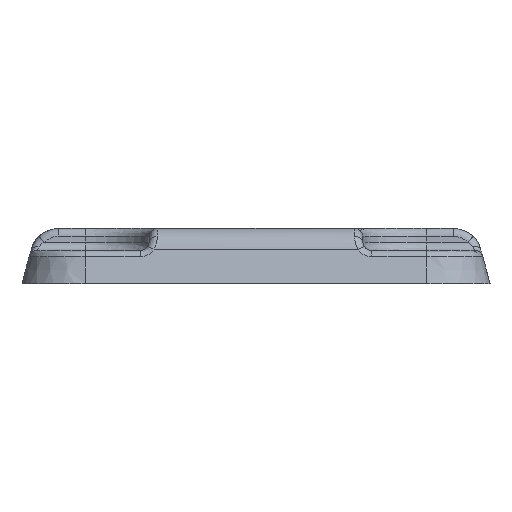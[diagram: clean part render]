
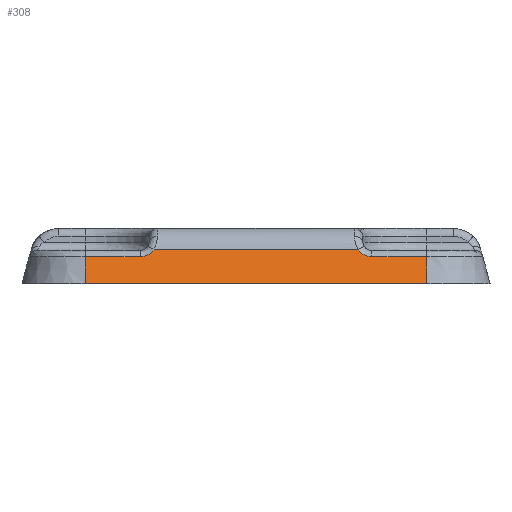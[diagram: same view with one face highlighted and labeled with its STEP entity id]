
A CAD part, left-side view. The second image highlights one B-rep face of the part: STEP entity #308.
In plain terms, the highlighted planar face has unit normal (-0.966, 0, 0.259).
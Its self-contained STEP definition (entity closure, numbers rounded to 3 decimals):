
#238 = VERTEX_POINT ( 'NONE', #5650 ) ;
#240 = VECTOR ( 'NONE', #7390, 1000. ) ;
#269 = VECTOR ( 'NONE', #1798, 1000. ) ;
#303 = B_SPLINE_CURVE_WITH_KNOTS ( 'NONE', 3,
 ( #3043, #4442, #4472, #2429, #6416, #7098, #3161, #7657, #4379, #412, #5683, #5052, #1722, #7006, #3079, #3740 ),
 .UNSPECIFIED., .F., .F.,
 ( 4, 1, 2, 2, 2, 1, 2, 2, 4 ),
 ( 0., 0.125, 0.187, 0.25, 0.5, 0.625, 0.688, 0.75, 1. ),
 .UNSPECIFIED. ) ;
#308 = ADVANCED_FACE ( 'NONE', ( #5679 ), #2535, .T. ) ;
#412 = CARTESIAN_POINT ( 'NONE',  ( -106.636, 19.9, 0.088 ) ) ;
#444 = EDGE_CURVE ( 'NONE', #8460, #1322, #3323, .T. ) ;
#455 = EDGE_CURVE ( 'NONE', #7182, #5832, #5980, .T. ) ;
#496 = CARTESIAN_POINT ( 'NONE',  ( -106.69, -21.018, -0.116 ) ) ;
#583 = CARTESIAN_POINT ( 'NONE',  ( -106.533, -19.204, 0.469 ) ) ;
#627 = VECTOR ( 'NONE', #7341, 1000. ) ;
#630 = B_SPLINE_CURVE_WITH_KNOTS ( 'NONE', 3,
 ( #496, #2579, #3856, #7154, #7779, #5859, #3885, #5771, #6417, #8477, #583, #2490, #6509, #8451, #7099, #7873 ),
 .UNSPECIFIED., .F., .F.,
 ( 4, 1, 2, 2, 2, 1, 2, 2, 4 ),
 ( 0., 0.125, 0.188, 0.25, 0.5, 0.625, 0.688, 0.75, 1. ),
 .UNSPECIFIED. ) ;
#771 = CARTESIAN_POINT ( 'NONE',  ( -106.353, -31., 1.141 ) ) ;
#783 = ORIENTED_EDGE ( 'NONE', *, *, #7112, .T. ) ;
#931 = VECTOR ( 'NONE', #4690, 1000. ) ;
#1156 = CARTESIAN_POINT ( 'NONE',  ( -108., -31., -5.005 ) ) ;
#1181 = DIRECTION ( 'NONE',  ( 0.259, 0., 0.966 ) ) ;
#1259 = CARTESIAN_POINT ( 'NONE',  ( -108., -31., -5.005 ) ) ;
#1322 = VERTEX_POINT ( 'NONE', #7153 ) ;
#1449 = LINE ( 'NONE', #8275, #8495 ) ;
#1722 = CARTESIAN_POINT ( 'NONE',  ( -106.665, 20.252, -0.021 ) ) ;
#1748 = DIRECTION ( 'NONE',  ( 0., 1., 0. ) ) ;
#1798 = DIRECTION ( 'NONE',  ( 0.259, 0., 0.966 ) ) ;
#2111 = VERTEX_POINT ( 'NONE', #6961 ) ;
#2332 = DIRECTION ( 'NONE',  ( 0., -1., 0. ) ) ;
#2429 = CARTESIAN_POINT ( 'NONE',  ( -106.45, 18.836, 0.781 ) ) ;
#2438 = LINE ( 'NONE', #5132, #5627 ) ;
#2490 = CARTESIAN_POINT ( 'NONE',  ( -106.514, -19.107, 0.543 ) ) ;
#2535 = PLANE ( 'NONE',  #3678 ) ;
#2579 = CARTESIAN_POINT ( 'NONE',  ( -106.69, -20.899, -0.116 ) ) ;
#2586 = EDGE_CURVE ( 'NONE', #7712, #2111, #3279, .T. ) ;
#3043 = CARTESIAN_POINT ( 'NONE',  ( -106.353, 18.525, 1.141 ) ) ;
#3079 = CARTESIAN_POINT ( 'NONE',  ( -106.69, 20.779, -0.116 ) ) ;
#3161 = CARTESIAN_POINT ( 'NONE',  ( -106.535, 19.199, 0.462 ) ) ;
#3279 = LINE ( 'NONE', #6409, #269 ) ;
#3323 = LINE ( 'NONE', #5921, #627 ) ;
#3511 = EDGE_LOOP ( 'NONE', ( #6638, #4710, #7609, #6734, #6150, #6257, #3981, #783 ) ) ;
#3678 = AXIS2_PLACEMENT_3D ( 'NONE', #1259, #6497, #1181 ) ;
#3723 = CARTESIAN_POINT ( 'NONE',  ( -108., 31., -5.005 ) ) ;
#3740 = CARTESIAN_POINT ( 'NONE',  ( -106.69, 21.018, -0.116 ) ) ;
#3762 = LINE ( 'NONE', #6464, #240 ) ;
#3856 = CARTESIAN_POINT ( 'NONE',  ( -106.687, -20.721, -0.106 ) ) ;
#3885 = CARTESIAN_POINT ( 'NONE',  ( -106.653, -20.071, 0.022 ) ) ;
#3981 = ORIENTED_EDGE ( 'NONE', *, *, #2586, .F. ) ;
#4198 = VERTEX_POINT ( 'NONE', #1156 ) ;
#4379 = CARTESIAN_POINT ( 'NONE',  ( -106.616, 19.732, 0.161 ) ) ;
#4442 = CARTESIAN_POINT ( 'NONE',  ( -106.379, 18.596, 1.045 ) ) ;
#4472 = CARTESIAN_POINT ( 'NONE',  ( -106.416, 18.71, 0.908 ) ) ;
#4690 = DIRECTION ( 'NONE',  ( 0., 1., 0. ) ) ;
#4710 = ORIENTED_EDGE ( 'NONE', *, *, #444, .T. ) ;
#5052 = CARTESIAN_POINT ( 'NONE',  ( -106.66, 20.191, -0.005 ) ) ;
#5097 = CARTESIAN_POINT ( 'NONE',  ( -106.353, -18.525, 1.141 ) ) ;
#5132 = CARTESIAN_POINT ( 'NONE',  ( -106.69, -31., -0.116 ) ) ;
#5168 = EDGE_CURVE ( 'NONE', #1322, #7182, #630, .T. ) ;
#5627 = VECTOR ( 'NONE', #1748, 1000. ) ;
#5650 = CARTESIAN_POINT ( 'NONE',  ( -106.69, 21.018, -0.116 ) ) ;
#5679 = FACE_OUTER_BOUND ( 'NONE', #3511, .T. ) ;
#5683 = CARTESIAN_POINT ( 'NONE',  ( -106.651, 20.074, 0.03 ) ) ;
#5771 = CARTESIAN_POINT ( 'NONE',  ( -106.631, -19.841, 0.105 ) ) ;
#5832 = VERTEX_POINT ( 'NONE', #6143 ) ;
#5859 = CARTESIAN_POINT ( 'NONE',  ( -106.672, -20.37, -0.048 ) ) ;
#5921 = CARTESIAN_POINT ( 'NONE',  ( -106.69, -31., -0.116 ) ) ;
#5980 = LINE ( 'NONE', #771, #931 ) ;
#5999 = EDGE_CURVE ( 'NONE', #5832, #238, #303, .T. ) ;
#6143 = CARTESIAN_POINT ( 'NONE',  ( -106.353, 18.525, 1.141 ) ) ;
#6150 = ORIENTED_EDGE ( 'NONE', *, *, #5999, .T. ) ;
#6257 = ORIENTED_EDGE ( 'NONE', *, *, #6723, .T. ) ;
#6334 = EDGE_CURVE ( 'NONE', #8460, #4198, #3762, .T. ) ;
#6409 = CARTESIAN_POINT ( 'NONE',  ( -108., 31., -5.005 ) ) ;
#6416 = CARTESIAN_POINT ( 'NONE',  ( -106.472, 18.922, 0.699 ) ) ;
#6417 = CARTESIAN_POINT ( 'NONE',  ( -106.586, -19.513, 0.271 ) ) ;
#6464 = CARTESIAN_POINT ( 'NONE',  ( -108., -31., -5.005 ) ) ;
#6497 = DIRECTION ( 'NONE',  ( -0.966, 0., 0.259 ) ) ;
#6509 = CARTESIAN_POINT ( 'NONE',  ( -106.503, -19.057, 0.582 ) ) ;
#6638 = ORIENTED_EDGE ( 'NONE', *, *, #6334, .F. ) ;
#6723 = EDGE_CURVE ( 'NONE', #238, #2111, #2438, .T. ) ;
#6734 = ORIENTED_EDGE ( 'NONE', *, *, #455, .T. ) ;
#6961 = CARTESIAN_POINT ( 'NONE',  ( -106.69, 31., -0.116 ) ) ;
#7006 = CARTESIAN_POINT ( 'NONE',  ( -106.683, 20.543, -0.089 ) ) ;
#7098 = CARTESIAN_POINT ( 'NONE',  ( -106.482, 18.965, 0.66 ) ) ;
#7099 = CARTESIAN_POINT ( 'NONE',  ( -106.405, -18.668, 0.949 ) ) ;
#7112 = EDGE_CURVE ( 'NONE', #7712, #4198, #1449, .T. ) ;
#7153 = CARTESIAN_POINT ( 'NONE',  ( -106.69, -21.018, -0.116 ) ) ;
#7154 = CARTESIAN_POINT ( 'NONE',  ( -106.681, -20.544, -0.081 ) ) ;
#7182 = VERTEX_POINT ( 'NONE', #5097 ) ;
#7341 = DIRECTION ( 'NONE',  ( 0., 1., 0. ) ) ;
#7390 = DIRECTION ( 'NONE',  ( -0.259, 0., -0.966 ) ) ;
#7529 = CARTESIAN_POINT ( 'NONE',  ( -106.69, -31., -0.116 ) ) ;
#7609 = ORIENTED_EDGE ( 'NONE', *, *, #5168, .T. ) ;
#7657 = CARTESIAN_POINT ( 'NONE',  ( -106.572, 19.403, 0.326 ) ) ;
#7712 = VERTEX_POINT ( 'NONE', #3723 ) ;
#7779 = CARTESIAN_POINT ( 'NONE',  ( -106.675, -20.427, -0.06 ) ) ;
#7873 = CARTESIAN_POINT ( 'NONE',  ( -106.353, -18.525, 1.141 ) ) ;
#8275 = CARTESIAN_POINT ( 'NONE',  ( -108., 0., -5.005 ) ) ;
#8451 = CARTESIAN_POINT ( 'NONE',  ( -106.451, -18.83, 0.775 ) ) ;
#8460 = VERTEX_POINT ( 'NONE', #7529 ) ;
#8477 = CARTESIAN_POINT ( 'NONE',  ( -106.562, -19.354, 0.363 ) ) ;
#8495 = VECTOR ( 'NONE', #2332, 1000. ) ;
